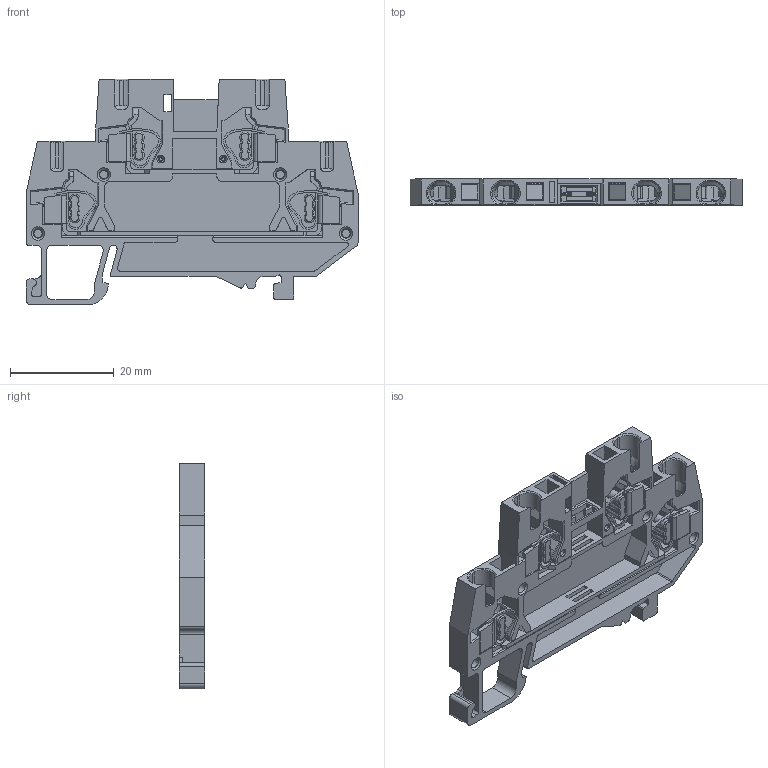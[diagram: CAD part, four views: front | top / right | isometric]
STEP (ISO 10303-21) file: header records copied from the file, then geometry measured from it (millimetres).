
FILE_DESCRIPTION(/* description */ ('Unknown'),/* implementation_level */ '2;1');
FILE_NAME(/* name */ 'DSDDM 2.5',/* time_stamp */ '2018-10-24T13:18:39+06:00',/* author */ ('Unknown'),/* organization */ ('Unknown'),/* preprocessor_version */ 'ST-DEVELOPER v16.7',/* originating_system */ 'DEX',/* authorisation */ $);
FILE_SCHEMA (('AUTOMOTIVE_DESIGN {1 0 10303 214 3 1 1}'));
Length unit declared in the file: millimetre
Products named in the file (1): Part1
Bounding box: 64 x 5 x 43.5 mm (x, y, z)
Volume: 5004.5 mm3; surface area: 9445.3 mm2
Topology: 1 solids, 1 shells, 844 faces, 2506 edges, 1634 vertices
Faces by surface type: plane 551, cylinder 239, cone 24, torus 22, bspline 8
Entity records: 34598 total; most frequent: CARTESIAN_POINT 6038, ORIENTED_EDGE 4944, DIRECTION 4487, EDGE_CURVE 2472, LINE 1819, VECTOR 1819, VERTEX_POINT 1622, AXIS2_PLACEMENT_3D 1334
